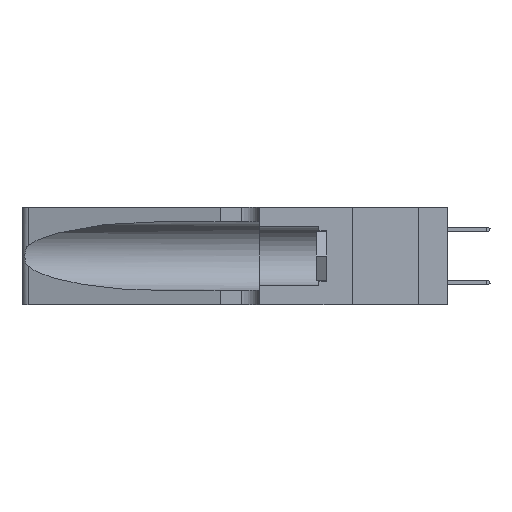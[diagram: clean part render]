
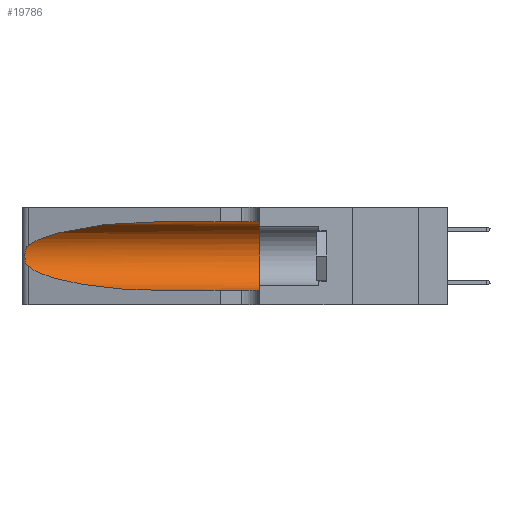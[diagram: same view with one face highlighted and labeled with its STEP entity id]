
A CAD part, left-side view. The second image highlights one B-rep face of the part: STEP entity #19786.
In plain terms, the highlighted cylindrical face has radius 3.308 mm (diameter 6.617 mm), a partial arc.
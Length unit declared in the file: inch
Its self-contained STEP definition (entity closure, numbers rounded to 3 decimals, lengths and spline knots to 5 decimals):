
#614 = B_SPLINE_CURVE_WITH_KNOTS ( 'NONE', 3,
 ( #15607, #17445, #15683, #6757, #21117, #13910, #12002, #10207, #8454, #10129, #4819, #8538, #6602, #13673 ),
 .UNSPECIFIED., .F., .F.,
 ( 4, 2, 2, 2, 2, 2, 4 ),
 ( 0., 0.00027, 0.00053, 0.00107, 0.0016, 0.00187, 0.00214 ),
 .UNSPECIFIED. ) ;
#942 =( BOUNDED_CURVE ( )  B_SPLINE_CURVE ( 3, ( #3759, #5393, #1847, #14624 ),
 .UNSPECIFIED., .F., .F. ) 
 B_SPLINE_CURVE_WITH_KNOTS ( ( 4, 4 ),
 ( 1.5708, 2.84003 ),
 .UNSPECIFIED. ) 
 CURVE ( )  GEOMETRIC_REPRESENTATION_ITEM ( )  RATIONAL_B_SPLINE_CURVE ( ( 1., 0.87, 0.87, 1. ) ) 
 REPRESENTATION_ITEM ( '' )  );
#1411 = VERTEX_POINT ( 'NONE', #10337 ) ;
#1825 = EDGE_CURVE ( 'NONE', #3466, #12439, #942, .T. ) ;
#1847 = CARTESIAN_POINT ( 'NONE',  ( 0.2373, 1.15595, 0.28018 ) ) ;
#2040 = EDGE_CURVE ( 'NONE', #18968, #1411, #9167, .T. ) ;
#2258 = EDGE_CURVE ( 'NONE', #1411, #9534, #6711, .T. ) ;
#3428 = CIRCLE ( 'NONE', #20265, 0.13025 ) ;
#3433 = CARTESIAN_POINT ( 'NONE',  ( 0.1305, 0.35, 0.185 ) ) ;
#3466 = VERTEX_POINT ( 'NONE', #13219 ) ;
#3759 = CARTESIAN_POINT ( 'NONE',  ( 0.1305, 0.72297, 0.31525 ) ) ;
#3795 = DIRECTION ( 'NONE',  ( 0., 1., 0. ) ) ;
#4158 = EDGE_CURVE ( 'NONE', #3466, #15720, #16514, .T. ) ;
#4355 = ORIENTED_EDGE ( 'NONE', *, *, #4158, .F. ) ;
#4819 = CARTESIAN_POINT ( 'NONE',  ( 0.25789, 1.23486, 0.15765 ) ) ;
#5393 = CARTESIAN_POINT ( 'NONE',  ( 0.18966, 0.96281, 0.31525 ) ) ;
#6105 = CARTESIAN_POINT ( 'NONE',  ( 0.1305, 0.72297, 0.05475 ) ) ;
#6245 = CARTESIAN_POINT ( 'NONE',  ( 0.1305, 1.61858, 0.05475 ) ) ;
#6602 = CARTESIAN_POINT ( 'NONE',  ( 0.25555, 1.22993, 0.14849 ) ) ;
#6711 = LINE ( 'NONE', #6245, #11803 ) ;
#6757 = CARTESIAN_POINT ( 'NONE',  ( 0.25787, 1.23484, 0.2124 ) ) ;
#7299 = DIRECTION ( 'NONE',  ( 0., 0., -1. ) ) ;
#7395 = CARTESIAN_POINT ( 'NONE',  ( 0.25487, 1.22718, 0.14631 ) ) ;
#8146 = CARTESIAN_POINT ( 'NONE',  ( 0.2373, 1.15595, 0.08982 ) ) ;
#8338 = FACE_OUTER_BOUND ( 'NONE', #21972, .T. ) ;
#8454 = CARTESIAN_POINT ( 'NONE',  ( 0.26017, 1.23833, 0.17102 ) ) ;
#8538 = CARTESIAN_POINT ( 'NONE',  ( 0.25639, 1.23186, 0.15144 ) ) ;
#9167 =( BOUNDED_CURVE ( )  B_SPLINE_CURVE ( 3, ( #20639, #8146, #22482, #6105 ),
 .UNSPECIFIED., .F., .T. ) 
 B_SPLINE_CURVE_WITH_KNOTS ( ( 4, 4 ),
 ( 3.44316, 4.71239 ),
 .UNSPECIFIED. ) 
 CURVE ( )  GEOMETRIC_REPRESENTATION_ITEM ( )  RATIONAL_B_SPLINE_CURVE ( ( 1., 0.87, 0.87, 1. ) ) 
 REPRESENTATION_ITEM ( '' )  );
#9284 = CARTESIAN_POINT ( 'NONE',  ( 0.1305, 1.61858, 0.185 ) ) ;
#9534 = VERTEX_POINT ( 'NONE', #22606 ) ;
#10129 = CARTESIAN_POINT ( 'NONE',  ( 0.25856, 1.23593, 0.16098 ) ) ;
#10207 = CARTESIAN_POINT ( 'NONE',  ( 0.26075, 1.23896, 0.178 ) ) ;
#10337 = CARTESIAN_POINT ( 'NONE',  ( 0.1305, 0.72297, 0.05475 ) ) ;
#10741 = ORIENTED_EDGE ( 'NONE', *, *, #15204, .F. ) ;
#11028 = ORIENTED_EDGE ( 'NONE', *, *, #1825, .T. ) ;
#11215 = ORIENTED_EDGE ( 'NONE', *, *, #2258, .T. ) ;
#11349 = AXIS2_PLACEMENT_3D ( 'NONE', #9284, #22030, #7299 ) ;
#11803 = VECTOR ( 'NONE', #19003, 39.37008 ) ;
#11977 = VECTOR ( 'NONE', #12113, 39.37008 ) ;
#11999 = CYLINDRICAL_SURFACE ( 'NONE', #11349, 0.13025 ) ;
#12002 = CARTESIAN_POINT ( 'NONE',  ( 0.26075, 1.23896, 0.19203 ) ) ;
#12113 = DIRECTION ( 'NONE',  ( 0., -1., 0. ) ) ;
#12439 = VERTEX_POINT ( 'NONE', #22312 ) ;
#13219 = CARTESIAN_POINT ( 'NONE',  ( 0.1305, 0.72297, 0.31525 ) ) ;
#13495 = EDGE_CURVE ( 'NONE', #12439, #18968, #614, .T. ) ;
#13673 = CARTESIAN_POINT ( 'NONE',  ( 0.25487, 1.22718, 0.14631 ) ) ;
#13792 = CARTESIAN_POINT ( 'NONE',  ( 0.1305, 1.61858, 0.31525 ) ) ;
#13910 = CARTESIAN_POINT ( 'NONE',  ( 0.26018, 1.23835, 0.19895 ) ) ;
#14521 = ORIENTED_EDGE ( 'NONE', *, *, #2040, .T. ) ;
#14624 = CARTESIAN_POINT ( 'NONE',  ( 0.25487, 1.22718, 0.22369 ) ) ;
#14823 = DIRECTION ( 'NONE',  ( 0., 0., 1. ) ) ;
#15204 = EDGE_CURVE ( 'NONE', #15720, #9534, #3428, .T. ) ;
#15607 = CARTESIAN_POINT ( 'NONE',  ( 0.25487, 1.22718, 0.22369 ) ) ;
#15683 = CARTESIAN_POINT ( 'NONE',  ( 0.25639, 1.23184, 0.21858 ) ) ;
#15720 = VERTEX_POINT ( 'NONE', #18893 ) ;
#16514 = LINE ( 'NONE', #13792, #11977 ) ;
#17445 = CARTESIAN_POINT ( 'NONE',  ( 0.25555, 1.22994, 0.2215 ) ) ;
#18893 = CARTESIAN_POINT ( 'NONE',  ( 0.1305, 0.35, 0.31525 ) ) ;
#18963 = ORIENTED_EDGE ( 'NONE', *, *, #13495, .T. ) ;
#18968 = VERTEX_POINT ( 'NONE', #7395 ) ;
#19003 = DIRECTION ( 'NONE',  ( 0., -1., 0. ) ) ;
#19786 = ADVANCED_FACE ( 'NONE', ( #8338 ), #11999, .F. ) ;
#20265 = AXIS2_PLACEMENT_3D ( 'NONE', #3433, #3795, #14823 ) ;
#20639 = CARTESIAN_POINT ( 'NONE',  ( 0.25487, 1.22718, 0.14631 ) ) ;
#21117 = CARTESIAN_POINT ( 'NONE',  ( 0.25854, 1.2359, 0.20912 ) ) ;
#21972 = EDGE_LOOP ( 'NONE', ( #11028, #18963, #14521, #11215, #10741, #4355 ) ) ;
#22030 = DIRECTION ( 'NONE',  ( 0., -1., 0. ) ) ;
#22312 = CARTESIAN_POINT ( 'NONE',  ( 0.25487, 1.22718, 0.22369 ) ) ;
#22482 = CARTESIAN_POINT ( 'NONE',  ( 0.18966, 0.96281, 0.05475 ) ) ;
#22606 = CARTESIAN_POINT ( 'NONE',  ( 0.1305, 0.35, 0.05475 ) ) ;
